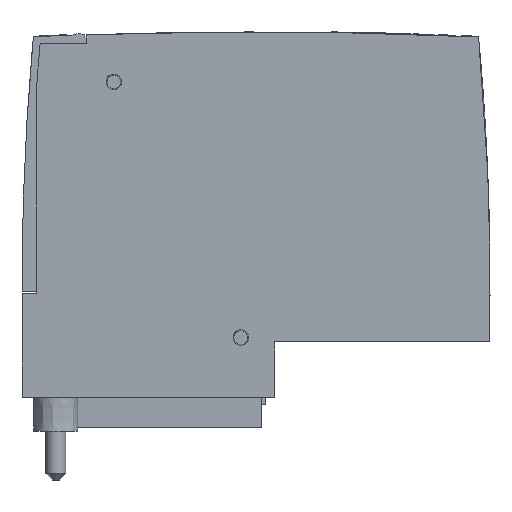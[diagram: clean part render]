
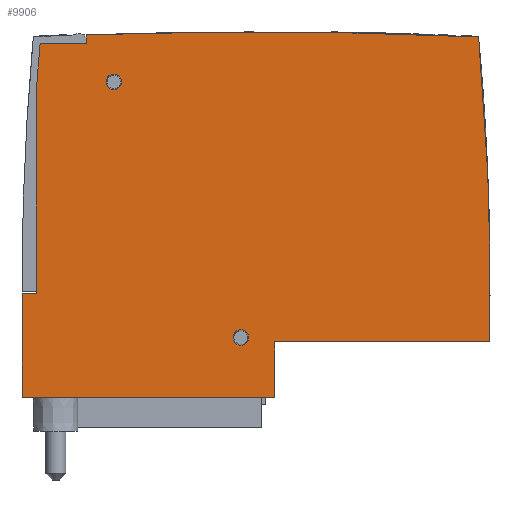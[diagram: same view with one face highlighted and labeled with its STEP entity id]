
A CAD part, left-side view. The second image highlights one B-rep face of the part: STEP entity #9906.
In plain terms, the highlighted planar face has unit normal (-1, 0, 0).
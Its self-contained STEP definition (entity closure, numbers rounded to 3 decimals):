
#8182=B_SPLINE_CURVE_WITH_KNOTS('',3,(#55999,#56000,#56001,#56002,#56003,
#56004,#56005,#56006,#56007,#56008,#56009,#56010,#56011,#56012,#56013,#56014,
#56015,#56016,#56017,#56018,#56019,#56020),.UNSPECIFIED.,.F.,.F.,(4,1,1,
1,1,1,1,1,1,1,1,1,1,1,1,1,1,1,1,4),(0.,0.047,0.126,
0.209,0.297,0.402,0.481,
0.596,0.691,0.739,0.77,
0.791,0.803,0.815,0.838,
0.861,0.902,0.935,0.969,
1.),.UNSPECIFIED.);
#8867=CIRCLE('',#43686,1.155);
#8903=CIRCLE('',#43772,750.);
#8904=CIRCLE('',#43773,390.4);
#8905=CIRCLE('',#43774,1.155);
#9521=FACE_BOUND('',#15262,.T.);
#9522=FACE_BOUND('',#15263,.T.);
#9523=FACE_BOUND('',#15264,.T.);
#9906=ADVANCED_FACE('',(#9521,#9522,#9523),#11897,.F.);
#11897=PLANE('',#43775);
#15262=EDGE_LOOP('',(#17978));
#15263=EDGE_LOOP('',(#17979,#17980,#17981,#17982,#17983,#17984,#17985,#17986,
#17987,#17988,#17989));
#15264=EDGE_LOOP('',(#17990));
#17978=ORIENTED_EDGE('',*,*,#30497,.F.);
#17979=ORIENTED_EDGE('',*,*,#30761,.F.);
#17980=ORIENTED_EDGE('',*,*,#30421,.F.);
#17981=ORIENTED_EDGE('',*,*,#30762,.F.);
#17982=ORIENTED_EDGE('',*,*,#30696,.F.);
#17983=ORIENTED_EDGE('',*,*,#30763,.F.);
#17984=ORIENTED_EDGE('',*,*,#30764,.F.);
#17985=ORIENTED_EDGE('',*,*,#30690,.F.);
#17986=ORIENTED_EDGE('',*,*,#30765,.F.);
#17987=ORIENTED_EDGE('',*,*,#30766,.F.);
#17988=ORIENTED_EDGE('',*,*,#30633,.F.);
#17989=ORIENTED_EDGE('',*,*,#30767,.F.);
#17990=ORIENTED_EDGE('',*,*,#30768,.F.);
#27228=VERTEX_POINT('',#55998);
#27229=VERTEX_POINT('',#56021);
#27297=VERTEX_POINT('',#56437);
#27413=VERTEX_POINT('',#56706);
#27414=VERTEX_POINT('',#56708);
#27464=VERTEX_POINT('',#56836);
#27465=VERTEX_POINT('',#56838);
#27468=VERTEX_POINT('',#56847);
#27469=VERTEX_POINT('',#56849);
#27506=VERTEX_POINT('',#56971);
#27507=VERTEX_POINT('',#56974);
#27508=VERTEX_POINT('',#56977);
#27509=VERTEX_POINT('',#56981);
#30421=EDGE_CURVE('',#27228,#27229,#8182,.T.);
#30497=EDGE_CURVE('',#27297,#27297,#8867,.T.);
#30633=EDGE_CURVE('',#27413,#27414,#35423,.T.);
#30690=EDGE_CURVE('',#27464,#27465,#35471,.T.);
#30696=EDGE_CURVE('',#27468,#27469,#35477,.T.);
#30761=EDGE_CURVE('',#27229,#27506,#35531,.T.);
#30762=EDGE_CURVE('',#27469,#27228,#8903,.T.);
#30763=EDGE_CURVE('',#27507,#27468,#35532,.T.);
#30764=EDGE_CURVE('',#27465,#27507,#8904,.T.);
#30765=EDGE_CURVE('',#27508,#27464,#35533,.T.);
#30766=EDGE_CURVE('',#27414,#27508,#35534,.T.);
#30767=EDGE_CURVE('',#27506,#27413,#35535,.T.);
#30768=EDGE_CURVE('',#27509,#27509,#8905,.T.);
#35423=LINE('',#56707,#38912);
#35471=LINE('',#56837,#38960);
#35477=LINE('',#56848,#38966);
#35531=LINE('',#56970,#39020);
#35532=LINE('',#56973,#39021);
#35533=LINE('',#56976,#39022);
#35534=LINE('',#56978,#39023);
#35535=LINE('',#56979,#39024);
#38912=VECTOR('',#46796,1.);
#38960=VECTOR('',#46874,1.);
#38966=VECTOR('',#46882,1.);
#39020=VECTOR('',#46998,1.);
#39021=VECTOR('',#47001,1.);
#39022=VECTOR('',#47004,1.);
#39023=VECTOR('',#47005,1.);
#39024=VECTOR('',#47006,1.);
#43686=AXIS2_PLACEMENT_3D('',#56436,#46603,#46604);
#43772=AXIS2_PLACEMENT_3D('',#56972,#46999,#47000);
#43773=AXIS2_PLACEMENT_3D('',#56975,#47002,#47003);
#43774=AXIS2_PLACEMENT_3D('',#56980,#47007,#47008);
#43775=AXIS2_PLACEMENT_3D('',#56982,#47009,#47010);
#46603=DIRECTION('',(-1.,0.,0.));
#46604=DIRECTION('',(0.,0.,-1.));
#46796=DIRECTION('',(0.,1.,0.));
#46874=DIRECTION('',(0.,0.,1.));
#46882=DIRECTION('',(0.,0.,1.));
#46998=DIRECTION('',(0.,1.,0.));
#46999=DIRECTION('',(1.,0.,0.));
#47000=DIRECTION('',(0.,-0.02,1.));
#47001=DIRECTION('',(0.,-1.,0.));
#47002=DIRECTION('',(1.,0.,0.));
#47003=DIRECTION('',(0.,0.997,0.072));
#47004=DIRECTION('',(0.,-1.,0.));
#47005=DIRECTION('',(0.,0.,1.));
#47006=DIRECTION('',(0.,0.,-1.));
#47007=DIRECTION('',(-1.,0.,0.));
#47008=DIRECTION('',(0.,0.,-1.));
#47009=DIRECTION('',(1.,0.,0.));
#47010=DIRECTION('',(0.,0.,-1.));
#55998=CARTESIAN_POINT('',(-30.1,-30.317,66.26));
#55999=CARTESIAN_POINT('',(-30.1,-30.317,66.26));
#56000=CARTESIAN_POINT('',(-30.1,-30.383,65.551));
#56001=CARTESIAN_POINT('',(-30.1,-30.553,63.666));
#56002=CARTESIAN_POINT('',(-30.1,-30.814,60.529));
#56003=CARTESIAN_POINT('',(-30.1,-31.089,56.782));
#56004=CARTESIAN_POINT('',(-30.1,-31.353,52.632));
#56005=CARTESIAN_POINT('',(-30.1,-31.568,48.537));
#56006=CARTESIAN_POINT('',(-30.1,-31.757,44.033));
#56007=CARTESIAN_POINT('',(-30.1,-31.89,39.673));
#56008=CARTESIAN_POINT('',(-30.1,-31.962,35.79));
#56009=CARTESIAN_POINT('',(-30.1,-31.989,33.162));
#56010=CARTESIAN_POINT('',(-30.1,-31.997,31.656));
#56011=CARTESIAN_POINT('',(-30.1,-32.,30.683));
#56012=CARTESIAN_POINT('',(-30.1,-32.,30.003));
#56013=CARTESIAN_POINT('',(-30.1,-32.,29.291));
#56014=CARTESIAN_POINT('',(-30.1,-32.,28.416));
#56015=CARTESIAN_POINT('',(-30.1,-32.,27.114));
#56016=CARTESIAN_POINT('',(-30.1,-32.,25.65));
#56017=CARTESIAN_POINT('',(-30.1,-32.,24.025));
#56018=CARTESIAN_POINT('',(-30.1,-32.,22.541));
#56019=CARTESIAN_POINT('',(-30.1,-32.,21.566));
#56020=CARTESIAN_POINT('',(-30.1,-32.,21.1));
#56021=CARTESIAN_POINT('',(-30.1,-32.,21.1));
#56436=CARTESIAN_POINT('',(-30.1,4.9,21.75));
#56437=CARTESIAN_POINT('',(-30.1,4.9,20.595));
#56706=CARTESIAN_POINT('',(-30.1,-0.1,12.9));
#56707=CARTESIAN_POINT('',(-30.1,-0.1,12.9));
#56708=CARTESIAN_POINT('',(-30.1,37.3,12.9));
#56836=CARTESIAN_POINT('',(-30.1,35.2,28.3));
#56837=CARTESIAN_POINT('',(-30.1,35.2,28.3));
#56838=CARTESIAN_POINT('',(-30.1,35.2,58.025));
#56847=CARTESIAN_POINT('',(-30.1,27.754,65.299));
#56848=CARTESIAN_POINT('',(-30.1,27.754,65.299));
#56849=CARTESIAN_POINT('',(-30.1,27.754,66.591));
#56970=CARTESIAN_POINT('',(-30.1,-32.,21.1));
#56971=CARTESIAN_POINT('',(-30.1,-0.1,21.1));
#56972=CARTESIAN_POINT('',(-30.1,3.,-683.));
#56973=CARTESIAN_POINT('',(-30.1,34.61,65.299));
#56974=CARTESIAN_POINT('',(-30.1,34.61,65.299));
#56975=CARTESIAN_POINT('',(-30.1,-354.2,30.1));
#56976=CARTESIAN_POINT('',(-30.1,37.3,28.3));
#56977=CARTESIAN_POINT('',(-30.1,37.3,28.3));
#56978=CARTESIAN_POINT('',(-30.1,37.3,12.9));
#56979=CARTESIAN_POINT('',(-30.1,-0.1,21.1));
#56980=CARTESIAN_POINT('',(-30.1,23.7,59.6));
#56981=CARTESIAN_POINT('',(-30.1,23.7,58.445));
#56982=CARTESIAN_POINT('',(-30.1,-354.2,30.1));
